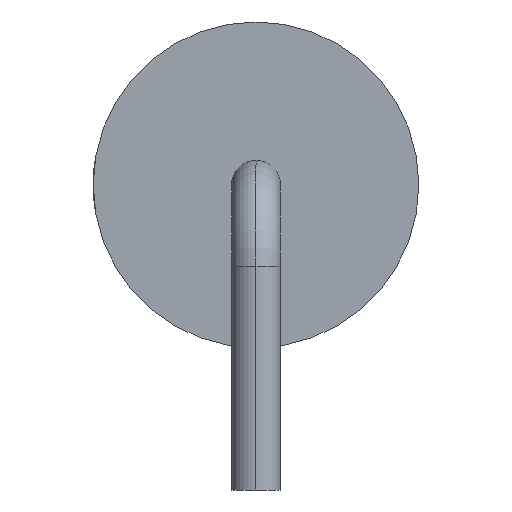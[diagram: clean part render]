
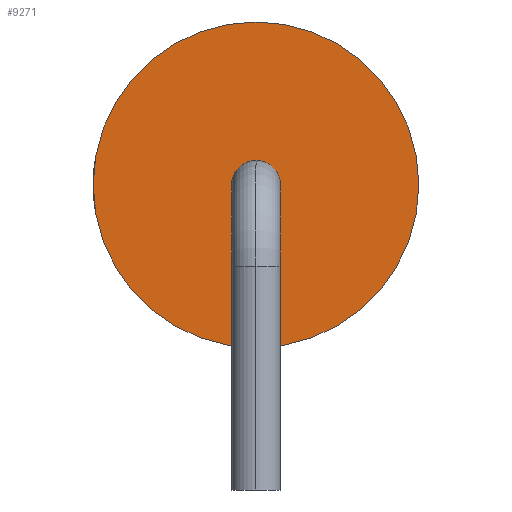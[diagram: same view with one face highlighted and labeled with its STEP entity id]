
A CAD part, left-side view. The second image highlights one B-rep face of the part: STEP entity #9271.
In plain terms, the highlighted planar face has unit normal (-1, 0, 0).
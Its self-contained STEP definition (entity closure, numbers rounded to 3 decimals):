
#141 = DIRECTION ( 'NONE',  ( 0., 0., -1. ) ) ;
#277 = VERTEX_POINT ( 'NONE', #4204 ) ;
#604 = DIRECTION ( 'NONE',  ( 0., 0., 1. ) ) ;
#612 = FACE_BOUND ( 'NONE', #7272, .T. ) ;
#1100 = VERTEX_POINT ( 'NONE', #3915 ) ;
#1464 = DIRECTION ( 'NONE',  ( 0., 0., -1. ) ) ;
#1471 = DIRECTION ( 'NONE',  ( -1., 0., 0. ) ) ;
#2042 = ORIENTED_EDGE ( 'NONE', *, *, #13156, .T. ) ;
#2379 = CIRCLE ( 'NONE', #4297, 4.001 ) ;
#2455 = EDGE_CURVE ( 'NONE', #277, #1100, #9620, .T. ) ;
#2567 = DIRECTION ( 'NONE',  ( -1., 0., 0. ) ) ;
#3447 = CARTESIAN_POINT ( 'NONE',  ( -3.75, 0., 4. ) ) ;
#3915 = CARTESIAN_POINT ( 'NONE',  ( -3.75, 0., 3.4 ) ) ;
#4204 = CARTESIAN_POINT ( 'NONE',  ( -3.75, 0., 4.6 ) ) ;
#4297 = AXIS2_PLACEMENT_3D ( 'NONE', #10802, #1471, #604 ) ;
#4466 = ORIENTED_EDGE ( 'NONE', *, *, #10151, .T. ) ;
#4491 = AXIS2_PLACEMENT_3D ( 'NONE', #4519, #7261, #1464 ) ;
#4519 = CARTESIAN_POINT ( 'NONE',  ( -3.75, 0., 4. ) ) ;
#5364 = CIRCLE ( 'NONE', #8372, 4.001 ) ;
#5393 = CARTESIAN_POINT ( 'NONE',  ( -3.75, 0., -0.001 ) ) ;
#5595 = FACE_OUTER_BOUND ( 'NONE', #6893, .T. ) ;
#5640 = CARTESIAN_POINT ( 'NONE',  ( -3.75, 0., 4. ) ) ;
#6192 = AXIS2_PLACEMENT_3D ( 'NONE', #12181, #10193, #141 ) ;
#6893 = EDGE_LOOP ( 'NONE', ( #10285, #2042 ) ) ;
#7084 = CARTESIAN_POINT ( 'NONE',  ( -3.75, 0., 8.001 ) ) ;
#7261 = DIRECTION ( 'NONE',  ( 1., 0., 0. ) ) ;
#7272 = EDGE_LOOP ( 'NONE', ( #4466, #12052 ) ) ;
#7607 = PLANE ( 'NONE',  #10433 ) ;
#8372 = AXIS2_PLACEMENT_3D ( 'NONE', #5640, #2567, #11652 ) ;
#8580 = DIRECTION ( 'NONE',  ( 0., 0., -1. ) ) ;
#9271 = ADVANCED_FACE ( 'NONE', ( #612, #5595 ), #7607, .F. ) ;
#9620 = CIRCLE ( 'NONE', #6192, 0.6 ) ;
#10151 = EDGE_CURVE ( 'NONE', #1100, #277, #10241, .T. ) ;
#10193 = DIRECTION ( 'NONE',  ( 1., 0., 0. ) ) ;
#10241 = CIRCLE ( 'NONE', #4491, 0.6 ) ;
#10285 = ORIENTED_EDGE ( 'NONE', *, *, #12933, .T. ) ;
#10433 = AXIS2_PLACEMENT_3D ( 'NONE', #3447, #10514, #8580 ) ;
#10514 = DIRECTION ( 'NONE',  ( 1., 0., 0. ) ) ;
#10802 = CARTESIAN_POINT ( 'NONE',  ( -3.75, 0., 4. ) ) ;
#11262 = VERTEX_POINT ( 'NONE', #7084 ) ;
#11652 = DIRECTION ( 'NONE',  ( 0., 0., 1. ) ) ;
#12052 = ORIENTED_EDGE ( 'NONE', *, *, #2455, .T. ) ;
#12084 = VERTEX_POINT ( 'NONE', #5393 ) ;
#12181 = CARTESIAN_POINT ( 'NONE',  ( -3.75, 0., 4. ) ) ;
#12933 = EDGE_CURVE ( 'NONE', #11262, #12084, #2379, .T. ) ;
#13156 = EDGE_CURVE ( 'NONE', #12084, #11262, #5364, .T. ) ;
